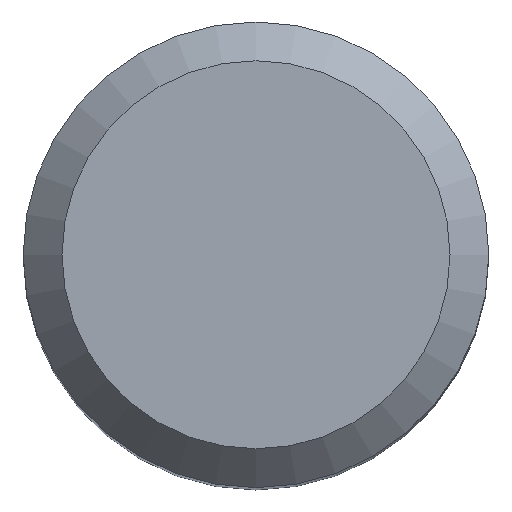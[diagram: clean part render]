
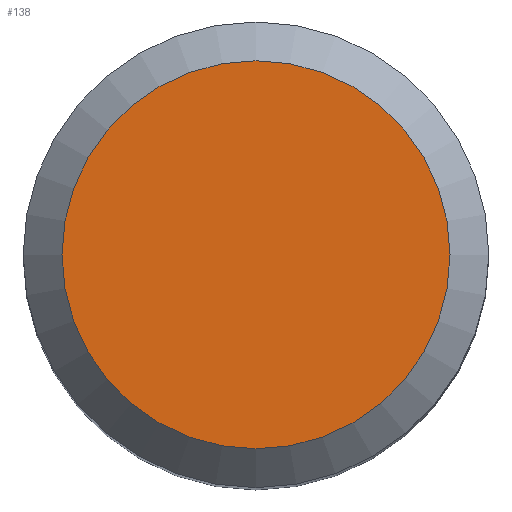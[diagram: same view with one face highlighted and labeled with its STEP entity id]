
A CAD part, top view. The second image highlights one B-rep face of the part: STEP entity #138.
In plain terms, the highlighted planar face has unit normal (0, 0, 1).
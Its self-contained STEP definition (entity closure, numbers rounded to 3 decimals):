
#7 = CARTESIAN_POINT ( 'NONE',  ( 0., 0., 102. ) ) ;
#32 = CARTESIAN_POINT ( 'NONE',  ( 0., 0., 102. ) ) ;
#61 = VERTEX_POINT ( 'NONE', #145 ) ;
#65 = AXIS2_PLACEMENT_3D ( 'NONE', #7, #97, #207 ) ;
#87 = EDGE_LOOP ( 'NONE', ( #216 ) ) ;
#97 = DIRECTION ( 'NONE',  ( 0., 0., -1. ) ) ;
#117 = DIRECTION ( 'NONE',  ( 0., 1., 0. ) ) ;
#138 = ADVANCED_FACE ( 'NONE', ( #159 ), #154, .F. ) ;
#145 = CARTESIAN_POINT ( 'NONE',  ( 0., 5., 102. ) ) ;
#154 = PLANE ( 'NONE',  #251 ) ;
#159 = FACE_OUTER_BOUND ( 'NONE', #87, .T. ) ;
#207 = DIRECTION ( 'NONE',  ( 0., 1., 0. ) ) ;
#216 = ORIENTED_EDGE ( 'NONE', *, *, #230, .F. ) ;
#226 = DIRECTION ( 'NONE',  ( 0., 0., -1. ) ) ;
#230 = EDGE_CURVE ( 'NONE', #61, #61, #255, .T. ) ;
#251 = AXIS2_PLACEMENT_3D ( 'NONE', #32, #226, #117 ) ;
#255 = CIRCLE ( 'NONE', #65, 5. ) ;
